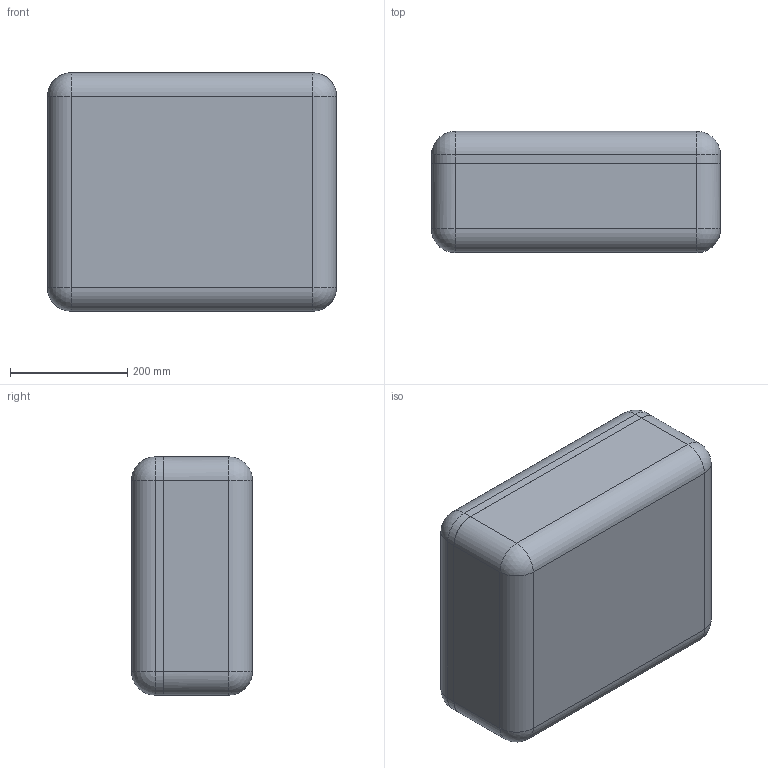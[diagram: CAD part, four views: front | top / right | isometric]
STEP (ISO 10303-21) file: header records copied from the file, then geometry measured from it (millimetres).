
FILE_DESCRIPTION (( 'STEP AP214' ), '1' );
FILE_NAME ('Ñáîðêà_Ê-20(óïð.).STEP', '2022-05-30T08:35:04', ( '' ), ( '' ), 'SwSTEP 2.0', 'SolidWorks 2021', '' );
FILE_SCHEMA (( 'AUTOMOTIVE_DESIGN' ));
Length unit declared in the file: millimetre
Products named in the file (3): Ñáîðêà_Ê-20(óïð.); Êîðïóñ Ê-20 (óïð); Êðûøêà Ê-20 (óïð)
Assembly tree (2 placements, depth 2):
  Ñáîðêà_Ê-20(óïð.)
    Êîðïóñ Ê-20 (óïð)
    Êðûøêà Ê-20 (óïð)
Bounding box: 492.2 x 205.96 x 406 mm (x, y, z)
Volume: 24303948.1 mm3; surface area: 1283005.6 mm2
Topology: 2 solids, 2 shells, 1493 faces, 3890 edges, 2382 vertices
Faces by surface type: bspline 563, plane 559, cylinder 303, torus 44, sphere 24
Entity records: 66763 total; most frequent: CARTESIAN_POINT 35917, ORIENTED_EDGE 7652, DIRECTION 4361, EDGE_CURVE 3826, VERTEX_POINT 2382, LINE 1691, VECTOR 1691, B_SPLINE_CURVE_WITH_KNOTS 1586
